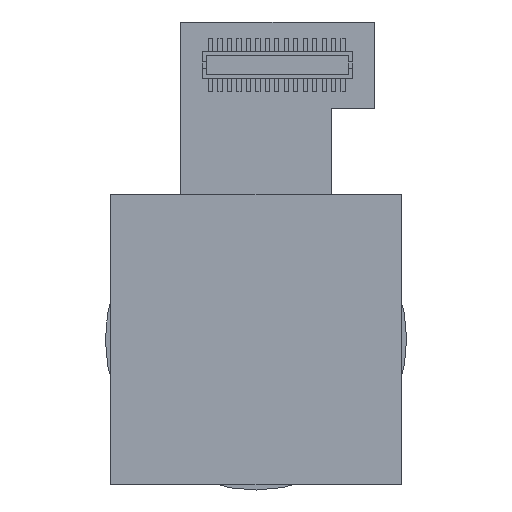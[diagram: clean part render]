
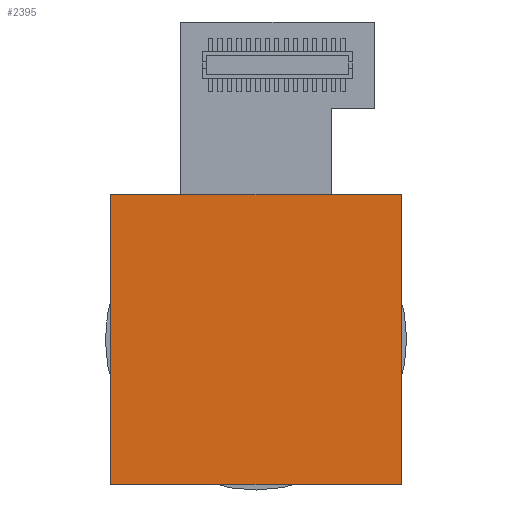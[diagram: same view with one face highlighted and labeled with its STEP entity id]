
A CAD part, front view. The second image highlights one B-rep face of the part: STEP entity #2395.
In plain terms, the highlighted planar face has unit normal (0, -1, 0).
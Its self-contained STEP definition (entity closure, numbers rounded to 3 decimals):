
#400 = VECTOR ( 'NONE', #4001, 1000. ) ;
#706 = DIRECTION ( 'NONE',  ( 0., 0., -1. ) ) ;
#1461 = CARTESIAN_POINT ( 'NONE',  ( 6.523, -0.05, -6.75 ) ) ;
#1854 = EDGE_CURVE ( 'NONE', #5441, #11919, #5749, .T. ) ;
#1861 = DIRECTION ( 'NONE',  ( 0., 0., -1. ) ) ;
#1909 = VECTOR ( 'NONE', #2337, 1000. ) ;
#2337 = DIRECTION ( 'NONE',  ( 0., 0., 1. ) ) ;
#2395 = ADVANCED_FACE ( 'NONE', ( #6353 ), #2781, .T. ) ;
#2781 = PLANE ( 'NONE',  #11830 ) ;
#3174 = LINE ( 'NONE', #5367, #1909 ) ;
#3518 = VERTEX_POINT ( 'NONE', #4274 ) ;
#3850 = CARTESIAN_POINT ( 'NONE',  ( -6.977, -0.05, 6.75 ) ) ;
#4001 = DIRECTION ( 'NONE',  ( 1., 0., 0. ) ) ;
#4274 = CARTESIAN_POINT ( 'NONE',  ( -6.977, -0.05, 6.75 ) ) ;
#4954 = EDGE_CURVE ( 'NONE', #11919, #9309, #3174, .T. ) ;
#5367 = CARTESIAN_POINT ( 'NONE',  ( 6.523, -0.05, 6.75 ) ) ;
#5441 = VERTEX_POINT ( 'NONE', #12137 ) ;
#5616 = ORIENTED_EDGE ( 'NONE', *, *, #1854, .T. ) ;
#5749 = LINE ( 'NONE', #8909, #400 ) ;
#6132 = ORIENTED_EDGE ( 'NONE', *, *, #4954, .T. ) ;
#6353 = FACE_OUTER_BOUND ( 'NONE', #11362, .T. ) ;
#6453 = DIRECTION ( 'NONE',  ( -1., 0., 0. ) ) ;
#6580 = CARTESIAN_POINT ( 'NONE',  ( 6.523, -0.05, 6.75 ) ) ;
#7421 = VECTOR ( 'NONE', #1861, 1000. ) ;
#7574 = EDGE_CURVE ( 'NONE', #9309, #3518, #12860, .T. ) ;
#8031 = VECTOR ( 'NONE', #6453, 1000. ) ;
#8909 = CARTESIAN_POINT ( 'NONE',  ( -6.977, -0.05, -6.75 ) ) ;
#9089 = ORIENTED_EDGE ( 'NONE', *, *, #12062, .T. ) ;
#9309 = VERTEX_POINT ( 'NONE', #6580 ) ;
#9622 = CARTESIAN_POINT ( 'NONE',  ( -6.977, -0.05, 6.75 ) ) ;
#9674 = CARTESIAN_POINT ( 'NONE',  ( 0., -0.05, 0. ) ) ;
#9805 = DIRECTION ( 'NONE',  ( 0., -1., 0. ) ) ;
#11362 = EDGE_LOOP ( 'NONE', ( #9089, #5616, #6132, #12868 ) ) ;
#11830 = AXIS2_PLACEMENT_3D ( 'NONE', #9674, #9805, #706 ) ;
#11919 = VERTEX_POINT ( 'NONE', #1461 ) ;
#12062 = EDGE_CURVE ( 'NONE', #3518, #5441, #12734, .T. ) ;
#12137 = CARTESIAN_POINT ( 'NONE',  ( -6.977, -0.05, -6.75 ) ) ;
#12734 = LINE ( 'NONE', #3850, #7421 ) ;
#12860 = LINE ( 'NONE', #9622, #8031 ) ;
#12868 = ORIENTED_EDGE ( 'NONE', *, *, #7574, .T. ) ;
